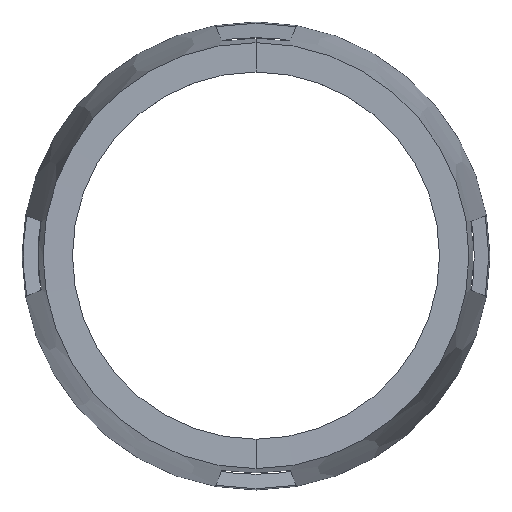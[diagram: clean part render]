
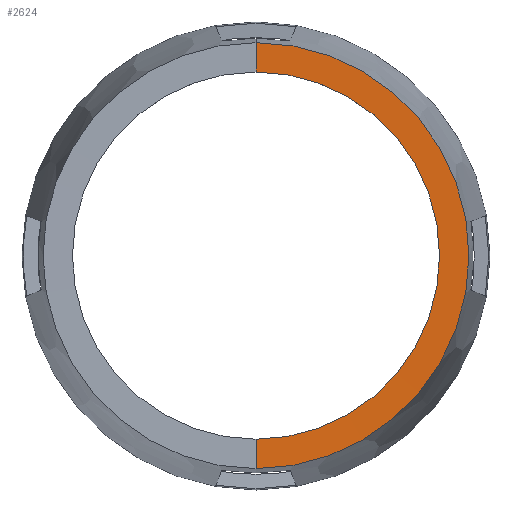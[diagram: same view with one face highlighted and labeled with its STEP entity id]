
A CAD part, top view. The second image highlights one B-rep face of the part: STEP entity #2624.
In plain terms, the highlighted conical face has half-angle 89.715 degrees and reference radius 24.906 mm.
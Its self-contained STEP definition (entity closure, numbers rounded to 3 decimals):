
#195 = CONICAL_SURFACE('',#196,28.07,0.106);
#196 = AXIS2_PLACEMENT_3D('',#197,#198,#199);
#197 = CARTESIAN_POINT('',(1568.,-205.,-731.846));
#198 = DIRECTION('',(0.,0.,-1.));
#199 = DIRECTION('',(0.,1.,0.));
#1957 = VERTEX_POINT('',#1958);
#1958 = CARTESIAN_POINT('',(1568.,-231.751,-719.482));
#2293 = VERTEX_POINT('',#2294);
#2294 = CARTESIAN_POINT('',(1568.,-178.249,-719.482));
#2315 = EDGE_CURVE('',#2293,#1957,#2316,.T.);
#2316 = SURFACE_CURVE('',#2317,(#2322,#2329),.PCURVE_S1.);
#2317 = CIRCLE('',#2318,26.751);
#2318 = AXIS2_PLACEMENT_3D('',#2319,#2320,#2321);
#2319 = CARTESIAN_POINT('',(1568.,-205.,-719.482));
#2320 = DIRECTION('',(0.,0.,-1.));
#2321 = DIRECTION('',(0.,1.,0.));
#2322 = PCURVE('',#195,#2323);
#2323 = DEFINITIONAL_REPRESENTATION('',(#2324),#2328);
#2324 = LINE('',#2325,#2326);
#2325 = CARTESIAN_POINT('',(0.,-12.364));
#2326 = VECTOR('',#2327,1.);
#2327 = DIRECTION('',(1.,0.));
#2328 = ( GEOMETRIC_REPRESENTATION_CONTEXT(2) 
PARAMETRIC_REPRESENTATION_CONTEXT() REPRESENTATION_CONTEXT('2D SPACE',''
  ) );
#2329 = PCURVE('',#2330,#2335);
#2330 = CONICAL_SURFACE('',#2331,24.906,1.566);
#2331 = AXIS2_PLACEMENT_3D('',#2332,#2333,#2334);
#2332 = CARTESIAN_POINT('',(1568.,-205.,-719.491));
#2333 = DIRECTION('',(0.,0.,1.));
#2334 = DIRECTION('',(0.,1.,0.));
#2335 = DEFINITIONAL_REPRESENTATION('',(#2336),#2340);
#2336 = LINE('',#2337,#2338);
#2337 = CARTESIAN_POINT('',(6.283,0.009));
#2338 = VECTOR('',#2339,1.);
#2339 = DIRECTION('',(-1.,0.));
#2340 = ( GEOMETRIC_REPRESENTATION_CONTEXT(2) 
PARAMETRIC_REPRESENTATION_CONTEXT() REPRESENTATION_CONTEXT('2D SPACE',''
  ) );
#2624 = ADVANCED_FACE('',(#2625),#2330,.F.);
#2625 = FACE_BOUND('',#2626,.F.);
#2626 = EDGE_LOOP('',(#2627,#2628,#2656,#2685));
#2627 = ORIENTED_EDGE('',*,*,#2315,.T.);
#2628 = ORIENTED_EDGE('',*,*,#2629,.T.);
#2629 = EDGE_CURVE('',#1957,#2630,#2632,.T.);
#2630 = VERTEX_POINT('',#2631);
#2631 = CARTESIAN_POINT('',(1568.,-228.062,-719.5));
#2632 = SURFACE_CURVE('',#2633,(#2637,#2644),.PCURVE_S1.);
#2633 = LINE('',#2634,#2635);
#2634 = CARTESIAN_POINT('',(1568.,-231.751,-719.482));
#2635 = VECTOR('',#2636,1.);
#2636 = DIRECTION('',(0.,1.,-0.005));
#2637 = PCURVE('',#2330,#2638);
#2638 = DEFINITIONAL_REPRESENTATION('',(#2639),#2643);
#2639 = LINE('',#2640,#2641);
#2640 = CARTESIAN_POINT('',(3.142,0.009));
#2641 = VECTOR('',#2642,1.);
#2642 = DIRECTION('',(0.,-1.));
#2643 = ( GEOMETRIC_REPRESENTATION_CONTEXT(2) 
PARAMETRIC_REPRESENTATION_CONTEXT() REPRESENTATION_CONTEXT('2D SPACE',''
  ) );
#2644 = PCURVE('',#2645,#2650);
#2645 = CONICAL_SURFACE('',#2646,24.906,1.566);
#2646 = AXIS2_PLACEMENT_3D('',#2647,#2648,#2649);
#2647 = CARTESIAN_POINT('',(1568.,-205.,-719.491));
#2648 = DIRECTION('',(0.,0.,1.));
#2649 = DIRECTION('',(0.,1.,0.));
#2650 = DEFINITIONAL_REPRESENTATION('',(#2651),#2655);
#2651 = LINE('',#2652,#2653);
#2652 = CARTESIAN_POINT('',(3.142,0.009));
#2653 = VECTOR('',#2654,1.);
#2654 = DIRECTION('',(0.,-1.));
#2655 = ( GEOMETRIC_REPRESENTATION_CONTEXT(2) 
PARAMETRIC_REPRESENTATION_CONTEXT() REPRESENTATION_CONTEXT('2D SPACE',''
  ) );
#2656 = ORIENTED_EDGE('',*,*,#2657,.F.);
#2657 = EDGE_CURVE('',#2658,#2630,#2660,.T.);
#2658 = VERTEX_POINT('',#2659);
#2659 = CARTESIAN_POINT('',(1568.,-181.938,-719.5));
#2660 = SURFACE_CURVE('',#2661,(#2666,#2673),.PCURVE_S1.);
#2661 = CIRCLE('',#2662,23.062);
#2662 = AXIS2_PLACEMENT_3D('',#2663,#2664,#2665);
#2663 = CARTESIAN_POINT('',(1568.,-205.,-719.5));
#2664 = DIRECTION('',(0.,0.,-1.));
#2665 = DIRECTION('',(0.,1.,0.));
#2666 = PCURVE('',#2330,#2667);
#2667 = DEFINITIONAL_REPRESENTATION('',(#2668),#2672);
#2668 = LINE('',#2669,#2670);
#2669 = CARTESIAN_POINT('',(6.283,-0.009));
#2670 = VECTOR('',#2671,1.);
#2671 = DIRECTION('',(-1.,0.));
#2672 = ( GEOMETRIC_REPRESENTATION_CONTEXT(2) 
PARAMETRIC_REPRESENTATION_CONTEXT() REPRESENTATION_CONTEXT('2D SPACE',''
  ) );
#2673 = PCURVE('',#2674,#2679);
#2674 = CYLINDRICAL_SURFACE('',#2675,23.062);
#2675 = AXIS2_PLACEMENT_3D('',#2676,#2677,#2678);
#2676 = CARTESIAN_POINT('',(1568.,-205.,-720.42));
#2677 = DIRECTION('',(0.,0.,-1.));
#2678 = DIRECTION('',(0.,1.,0.));
#2679 = DEFINITIONAL_REPRESENTATION('',(#2680),#2684);
#2680 = LINE('',#2681,#2682);
#2681 = CARTESIAN_POINT('',(0.,-0.92));
#2682 = VECTOR('',#2683,1.);
#2683 = DIRECTION('',(1.,0.));
#2684 = ( GEOMETRIC_REPRESENTATION_CONTEXT(2) 
PARAMETRIC_REPRESENTATION_CONTEXT() REPRESENTATION_CONTEXT('2D SPACE',''
  ) );
#2685 = ORIENTED_EDGE('',*,*,#2686,.T.);
#2686 = EDGE_CURVE('',#2658,#2293,#2687,.T.);
#2687 = SURFACE_CURVE('',#2688,(#2692,#2699),.PCURVE_S1.);
#2688 = LINE('',#2689,#2690);
#2689 = CARTESIAN_POINT('',(1568.,-181.938,-719.5));
#2690 = VECTOR('',#2691,1.);
#2691 = DIRECTION('',(0.,1.,0.005));
#2692 = PCURVE('',#2330,#2693);
#2693 = DEFINITIONAL_REPRESENTATION('',(#2694),#2698);
#2694 = LINE('',#2695,#2696);
#2695 = CARTESIAN_POINT('',(6.283,-0.009));
#2696 = VECTOR('',#2697,1.);
#2697 = DIRECTION('',(0.,1.));
#2698 = ( GEOMETRIC_REPRESENTATION_CONTEXT(2) 
PARAMETRIC_REPRESENTATION_CONTEXT() REPRESENTATION_CONTEXT('2D SPACE',''
  ) );
#2699 = PCURVE('',#2645,#2700);
#2700 = DEFINITIONAL_REPRESENTATION('',(#2701),#2705);
#2701 = LINE('',#2702,#2703);
#2702 = CARTESIAN_POINT('',(0.,-0.009));
#2703 = VECTOR('',#2704,1.);
#2704 = DIRECTION('',(0.,1.));
#2705 = ( GEOMETRIC_REPRESENTATION_CONTEXT(2) 
PARAMETRIC_REPRESENTATION_CONTEXT() REPRESENTATION_CONTEXT('2D SPACE',''
  ) );
